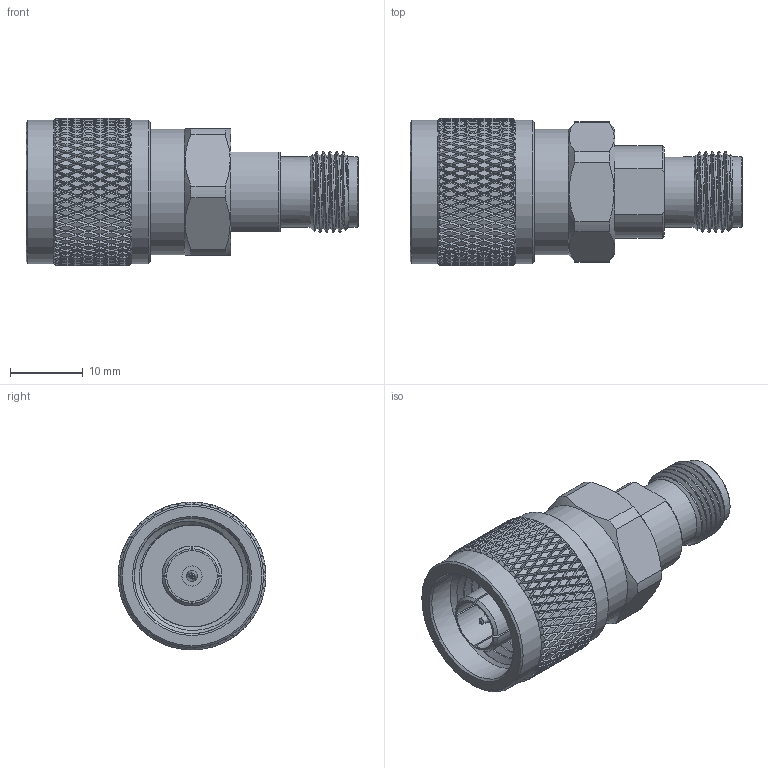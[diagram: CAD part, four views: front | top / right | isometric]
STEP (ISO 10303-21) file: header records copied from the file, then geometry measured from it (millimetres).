
FILE_DESCRIPTION (( 'STEP AP203' ), '1' );
FILE_NAME ('PE9448_3D.step', '2020-06-10T14:47:45', ( '' ), ( '' ), 'SwSTEP 2.0', 'SolidWorks 2018', '' );
FILE_SCHEMA (( 'CONFIG_CONTROL_DESIGN' ));
Products named in the file (1): PE9448_3D
Bounding box: 45.72 x 20.32 x 20.32 mm (x, y, z)
Volume: 7821.6 mm3; surface area: 4808 mm2
Topology: 1 solids, 1 shells, 2326 faces, 4993 edges, 2681 vertices
Faces by surface type: bspline 1767, cylinder 471, plane 62, cone 26
Full cylindrical faces by diameter (mm): 1.346 x1, 1.524 x1, 1.854 x1, 2.794 x1, 4.572 x1, 6.985 x1, 8.255 x1, 9.652 x2, 15.875 x5, 17.248 x1, 19.715 x2
Entity records: 85473 total; most frequent: CARTESIAN_POINT 55157, ORIENTED_EDGE 9864, EDGE_CURVE 4932, VERTEX_POINT 2654, EDGE_LOOP 2360, FACE_OUTER_BOUND 2334, ADVANCED_FACE 2320, B_SPLINE_CURVE_WITH_KNOTS 2192
